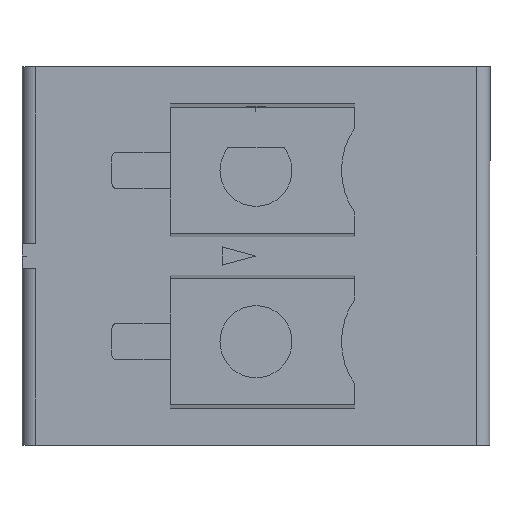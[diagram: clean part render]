
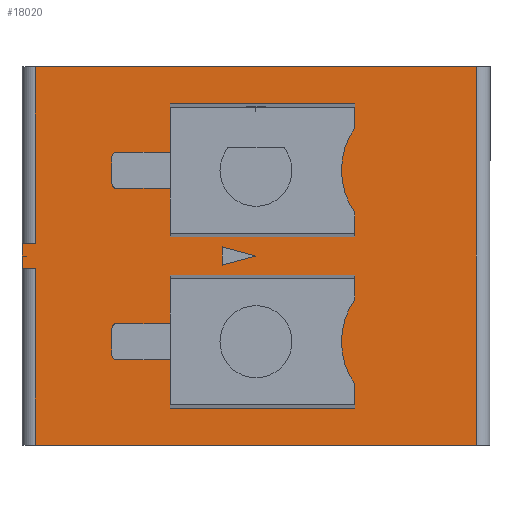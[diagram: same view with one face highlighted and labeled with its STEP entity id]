
A CAD part, front view. The second image highlights one B-rep face of the part: STEP entity #18020.
In plain terms, the highlighted planar face has unit normal (0, -1, 0).
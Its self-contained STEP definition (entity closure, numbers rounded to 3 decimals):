
#3290=CARTESIAN_POINT('',(-0.3,0.,-9.335));
#3300=VERTEX_POINT('',#3290);
#3330=CARTESIAN_POINT('',(37.682,0.,-9.335));
#3340=DIRECTION('',(1.,0.,0.));
#3350=VECTOR('',#3340,1.);
#3360=LINE('',#3330,#3350);
#3370=CARTESIAN_POINT('',(3.8,0.,-9.335));
#3380=VERTEX_POINT('',#3370);
#3390=EDGE_CURVE('',#3300,#3380,#3360,.T.);
#11540=CARTESIAN_POINT('',(-0.3,0.,-12.285));
#11550=VERTEX_POINT('',#11540);
#11580=CARTESIAN_POINT('',(-0.3,0.,-82.865));
#11590=DIRECTION('',(0.,0.,-1.));
#11600=VECTOR('',#11590,1.);
#11610=LINE('',#11580,#11600);
#11620=CARTESIAN_POINT('',(-0.3,0.,-11.759));
#11630=VERTEX_POINT('',#11620);
#11640=EDGE_CURVE('',#11630,#11550,#11610,.T.);
#14230=CARTESIAN_POINT('',(3.8,0.,-12.285));
#14240=VERTEX_POINT('',#14230);
#14270=CARTESIAN_POINT('',(37.682,0.,-12.285));
#14280=DIRECTION('',(-1.,0.,0.));
#14290=VECTOR('',#14280,1.);
#14300=LINE('',#14270,#14290);
#14310=EDGE_CURVE('',#14240,#11550,#14300,.T.);
#16200=CARTESIAN_POINT('',(-4.34,0.,-4.7));
#16210=DIRECTION('',(0.,1.,0.));
#16220=DIRECTION('',(0.,0.,-1.));
#16230=AXIS2_PLACEMENT_3D('',#16200,#16210,#16220);
#16240=PLANE('',#16230);
#16250=CARTESIAN_POINT('',(-0.3,0.,-82.865));
#16260=DIRECTION('',(0.,0.,-1.));
#16270=VECTOR('',#16260,1.);
#16280=LINE('',#16250,#16270);
#16290=CARTESIAN_POINT('',(-0.3,0.,-7.949));
#16300=VERTEX_POINT('',#16290);
#16310=CARTESIAN_POINT('',(-0.3,0.,-8.475));
#16320=VERTEX_POINT('',#16310);
#16330=EDGE_CURVE('',#16300,#16320,#16280,.T.);
#16340=ORIENTED_EDGE('',*,*,#16330,.F.);
#16350=CARTESIAN_POINT('',(37.682,0.,-8.475));
#16360=DIRECTION('',(-1.,0.,0.));
#16370=VECTOR('',#16360,1.);
#16380=LINE('',#16350,#16370);
#16390=CARTESIAN_POINT('',(3.8,0.,-8.475));
#16400=VERTEX_POINT('',#16390);
#16410=EDGE_CURVE('',#16400,#16320,#16380,.T.);
#16420=ORIENTED_EDGE('',*,*,#16410,.T.);
#16430=CARTESIAN_POINT('',(3.8,0.,-82.865));
#16440=DIRECTION('',(0.,0.,-1.));
#16450=VECTOR('',#16440,1.);
#16460=LINE('',#16430,#16450);
#16470=CARTESIAN_POINT('',(3.8,0.,-5.525));
#16480=VERTEX_POINT('',#16470);
#16490=EDGE_CURVE('',#16480,#16400,#16460,.T.);
#16500=ORIENTED_EDGE('',*,*,#16490,.T.);
#16510=CARTESIAN_POINT('',(37.682,0.,-5.525));
#16520=DIRECTION('',(1.,0.,0.));
#16530=VECTOR('',#16520,1.);
#16540=LINE('',#16510,#16530);
#16550=CARTESIAN_POINT('',(-0.3,0.,-5.525));
#16560=VERTEX_POINT('',#16550);
#16570=EDGE_CURVE('',#16560,#16480,#16540,.T.);
#16580=ORIENTED_EDGE('',*,*,#16570,.T.);
#16590=CARTESIAN_POINT('',(-0.3,0.,-82.865));
#16600=DIRECTION('',(0.,0.,-1.));
#16610=VECTOR('',#16600,1.);
#16620=LINE('',#16590,#16610);
#16630=CARTESIAN_POINT('',(-0.3,0.,-6.051));
#16640=VERTEX_POINT('',#16630);
#16650=EDGE_CURVE('',#16560,#16640,#16620,.T.);
#16660=ORIENTED_EDGE('',*,*,#16650,.F.);
#16670=CARTESIAN_POINT('',(-1.65,0.,-7.));
#16680=DIRECTION('',(0.,1.,0.));
#16690=DIRECTION('',(-1.,0.,0.));
#16700=AXIS2_PLACEMENT_3D('',#16670,#16680,#16690);
#16710=CIRCLE('',#16700,1.65);
#16720=CARTESIAN_POINT('',(0.,0.,-7.));
#16730=VERTEX_POINT('',#16720);
#16740=EDGE_CURVE('',#16640,#16730,#16710,.T.);
#16750=ORIENTED_EDGE('',*,*,#16740,.F.);
#16760=EDGE_CURVE('',#16730,#16300,#16710,.T.);
#16770=ORIENTED_EDGE('',*,*,#16760,.F.);
#16780=EDGE_LOOP('',(#16770,#16750,#16660,#16580,#16500,#16420,#16340));
#16790=FACE_BOUND('',#16780,.T.);
#16800=CARTESIAN_POINT('',(37.682,0.,0.683));
#16810=DIRECTION('',(-0.966,0.,
-0.259));
#16820=VECTOR('',#16810,1.);
#16830=LINE('',#16800,#16820);
#16840=CARTESIAN_POINT('',(2.65,0.,-8.704));
#16850=VERTEX_POINT('',#16840);
#16860=CARTESIAN_POINT('',(1.9,0.,-8.905));
#16870=VERTEX_POINT('',#16860);
#16880=EDGE_CURVE('',#16850,#16870,#16830,.T.);
#16890=ORIENTED_EDGE('',*,*,#16880,.F.);
#16900=CARTESIAN_POINT('',(37.682,0.,-18.493));
#16910=DIRECTION('',(0.966,0.,
-0.259));
#16920=VECTOR('',#16910,1.);
#16930=LINE('',#16900,#16920);
#16940=CARTESIAN_POINT('',(2.65,0.,-9.106));
#16950=VERTEX_POINT('',#16940);
#16960=EDGE_CURVE('',#16870,#16950,#16930,.T.);
#16970=ORIENTED_EDGE('',*,*,#16960,.F.);
#16980=CARTESIAN_POINT('',(2.65,0.,
-82.865));
#16990=DIRECTION('',(0.,0.,1.));
#17000=VECTOR('',#16990,1.);
#17010=LINE('',#16980,#17000);
#17020=EDGE_CURVE('',#16950,#16850,#17010,.T.);
#17030=ORIENTED_EDGE('',*,*,#17020,.F.);
#17040=EDGE_LOOP('',(#17030,#16970,#16890));
#17050=FACE_BOUND('',#17040,.T.);
#17060=CARTESIAN_POINT('',(37.682,0.,-13.11));
#17070=DIRECTION('',(-1.,0.,0.));
#17080=VECTOR('',#17070,1.);
#17090=LINE('',#17060,#17080);
#17100=CARTESIAN_POINT('',(6.8,0.,-13.11));
#17110=VERTEX_POINT('',#17100);
#17120=CARTESIAN_POINT('',(-3.,0.,-13.11)
);
#17130=VERTEX_POINT('',#17120);
#17140=EDGE_CURVE('',#17110,#17130,#17090,.T.);
#17150=ORIENTED_EDGE('',*,*,#17140,.F.);
#17160=CARTESIAN_POINT('',(-3.,0.,-7.31));
#17170=DIRECTION('',(0.,0.,1.));
#17180=VECTOR('',#17170,1.);
#17190=LINE('',#17160,#17180);
#17200=CARTESIAN_POINT('',(-3.,0.,-4.7));
#17210=VERTEX_POINT('',#17200);
#17220=EDGE_CURVE('',#17130,#17210,#17190,.T.);
#17230=ORIENTED_EDGE('',*,*,#17220,.F.);
#17240=CARTESIAN_POINT('',(37.682,0.,-4.7));
#17250=DIRECTION('',(1.,0.,0.));
#17260=VECTOR('',#17250,1.);
#17270=LINE('',#17240,#17260);
#17280=CARTESIAN_POINT('',(6.8,0.,-4.7));
#17290=VERTEX_POINT('',#17280);
#17300=EDGE_CURVE('',#17210,#17290,#17270,.T.);
#17310=ORIENTED_EDGE('',*,*,#17300,.F.);
#17320=CARTESIAN_POINT('',(6.8,0.,-7.));
#17330=DIRECTION('',(0.,0.,1.));
#17340=VECTOR('',#17330,1.);
#17350=LINE('',#17320,#17340);
#17360=CARTESIAN_POINT('',(6.8,0.,-8.63));
#17370=VERTEX_POINT('',#17360);
#17380=EDGE_CURVE('',#17370,#17290,#17350,.T.);
#17390=ORIENTED_EDGE('',*,*,#17380,.T.);
#17400=CARTESIAN_POINT('',(37.682,0.,-8.63));
#17410=DIRECTION('',(-1.,0.,0.));
#17420=VECTOR('',#17410,1.);
#17430=LINE('',#17400,#17420);
#17440=CARTESIAN_POINT('',(7.1,0.,
-8.63));
#17450=VERTEX_POINT('',#17440);
#17460=EDGE_CURVE('',#17450,#17370,#17430,.T.);
#17470=ORIENTED_EDGE('',*,*,#17460,.T.);
#17480=CARTESIAN_POINT('',(7.1,0.,-14.))
;
#17490=DIRECTION('',(0.,0.,1.));
#17500=VECTOR('',#17490,1.);
#17510=LINE('',#17480,#17500);
#17520=CARTESIAN_POINT('',(7.1,0.,
-9.18));
#17530=VERTEX_POINT('',#17520);
#17540=EDGE_CURVE('',#17530,#17450,#17510,.T.);
#17550=ORIENTED_EDGE('',*,*,#17540,.T.);
#17560=CARTESIAN_POINT('',(37.682,0.,-9.18));
#17570=DIRECTION('',(1.,0.,0.));
#17580=VECTOR('',#17570,1.);
#17590=LINE('',#17560,#17580);
#17600=CARTESIAN_POINT('',(6.8,0.,-9.18));
#17610=VERTEX_POINT('',#17600);
#17620=EDGE_CURVE('',#17610,#17530,#17590,.T.);
#17630=ORIENTED_EDGE('',*,*,#17620,.T.);
#17640=CARTESIAN_POINT('',(6.8,0.,-7.31));
#17650=DIRECTION('',(0.,0.,1.));
#17660=VECTOR('',#17650,1.);
#17670=LINE('',#17640,#17660);
#17680=EDGE_CURVE('',#17110,#17610,#17670,.T.);
#17690=ORIENTED_EDGE('',*,*,#17680,.T.);
#17700=EDGE_LOOP('',(#17690,#17630,#17550,#17470,#17390,#17310,#17230,
#17150));
#17710=FACE_OUTER_BOUND('',#17700,.T.);
#17720=ORIENTED_EDGE('',*,*,#3390,.T.);
#17730=CARTESIAN_POINT('',(-0.3,0.,-82.865));
#17740=DIRECTION('',(0.,0.,-1.));
#17750=VECTOR('',#17740,1.);
#17760=LINE('',#17730,#17750);
#17770=CARTESIAN_POINT('',(-0.3,0.,-9.861));
#17780=VERTEX_POINT('',#17770);
#17790=EDGE_CURVE('',#3300,#17780,#17760,.T.);
#17800=ORIENTED_EDGE('',*,*,#17790,.F.);
#17810=CARTESIAN_POINT('',(-1.65,0.,-10.81));
#17820=DIRECTION('',(0.,1.,0.));
#17830=DIRECTION('',(-1.,0.,0.));
#17840=AXIS2_PLACEMENT_3D('',#17810,#17820,#17830);
#17850=CIRCLE('',#17840,1.65);
#17860=CARTESIAN_POINT('',(0.,0.,-10.81));
#17870=VERTEX_POINT('',#17860);
#17880=EDGE_CURVE('',#17780,#17870,#17850,.T.);
#17890=ORIENTED_EDGE('',*,*,#17880,.F.);
#17900=EDGE_CURVE('',#17870,#11630,#17850,.T.);
#17910=ORIENTED_EDGE('',*,*,#17900,.F.);
#17920=ORIENTED_EDGE('',*,*,#11640,.F.);
#17930=ORIENTED_EDGE('',*,*,#14310,.T.);
#17940=CARTESIAN_POINT('',(3.8,0.,-82.865));
#17950=DIRECTION('',(0.,0.,-1.));
#17960=VECTOR('',#17950,1.);
#17970=LINE('',#17940,#17960);
#17980=EDGE_CURVE('',#3380,#14240,#17970,.T.);
#17990=ORIENTED_EDGE('',*,*,#17980,.T.);
#18000=EDGE_LOOP('',(#17990,#17930,#17920,#17910,#17890,#17800,#17720));
#18010=FACE_BOUND('',#18000,.T.);
#18020=ADVANCED_FACE('',(#16790,#17050,#17710,#18010),#16240,.F.);
